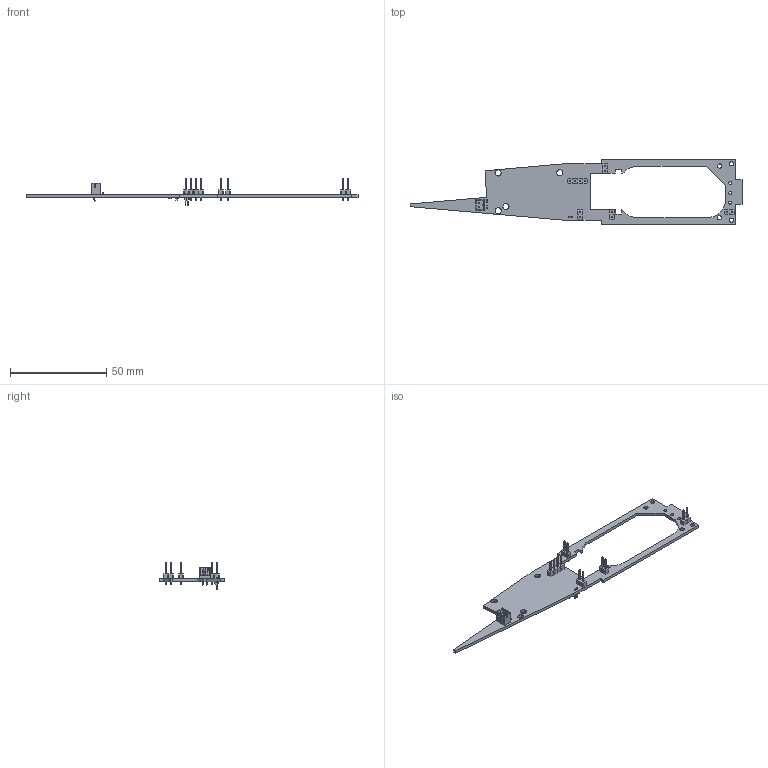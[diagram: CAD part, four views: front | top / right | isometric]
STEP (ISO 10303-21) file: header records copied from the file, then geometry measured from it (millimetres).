
FILE_DESCRIPTION(('KiCad electronic assembly'),'2;1');
FILE_NAME('sledpcb.step','2024-09-10T23:36:38',('Pcbnew'),('Kicad'), 'Open CASCADE STEP processor 7.7','KiCad to STEP converter','Unknown' );
FILE_SCHEMA(('AUTOMOTIVE_DESIGN { 1 0 10303 214 1 1 1 1 }'));
Length unit declared in the file: millimetre
Products named in the file (14): sledpcb 1; PinHeader_1x02_P2.54mm_Vertical; PinHeader_1x02_P254mm_Vertical; R_0603_1608Metric; JST_PH_B2B-PH-K_1x02_P2.00mm_Vertical; JST_B2B_PH_K; PinHeader_1x04_P2.54mm_Vertical; PinHeader_1x04_P254mm_Vertical; LED_0603_1608Metric; PinHeader_1x02_P1.27mm_Vertical; PinHeader_1x02_P127mm_Vertical; sled_PCB
Assembly tree (18 placements, depth 3):
  sledpcb 1
    PinHeader_1x02_P2.54mm_Vertical  x4
      PinHeader_1x02_P254mm_Vertical
    R_0603_1608Metric  x2
      R_0603_1608Metric
    JST_PH_B2B-PH-K_1x02_P2.00mm_Vertical
      JST_B2B_PH_K
    PinHeader_1x04_P2.54mm_Vertical
      PinHeader_1x04_P254mm_Vertical
    LED_0603_1608Metric  x2
      LED_0603_1608Metric
    PinHeader_1x02_P1.27mm_Vertical
      PinHeader_1x02_P127mm_Vertical
    sled_PCB
Bounding box: 172.17 x 33.66 x 14.24 mm (x, y, z)
Volume: 4261.5 mm3; surface area: 7027.7 mm2
Topology: 12 solids, 12 shells, 670 faces, 1695 edges, 1082 vertices
Faces by surface type: plane 606, cylinder 64
Full cylindrical faces by diameter (mm): 0.65 x2, 0.75 x2, 1 x12, 1.52 x3, 2.2 x4, 3.2 x4
Entity records: 16042 total; most frequent: CARTESIAN_POINT 2309, ORIENTED_EDGE 2256, DIRECTION 2138, EDGE_CURVE 1128, LINE 1032, VECTOR 1032, VERTEX_POINT 724, AXIS2_PLACEMENT_3D 553
